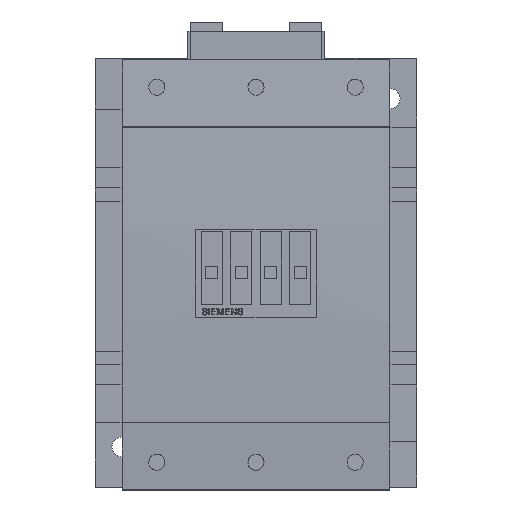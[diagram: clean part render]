
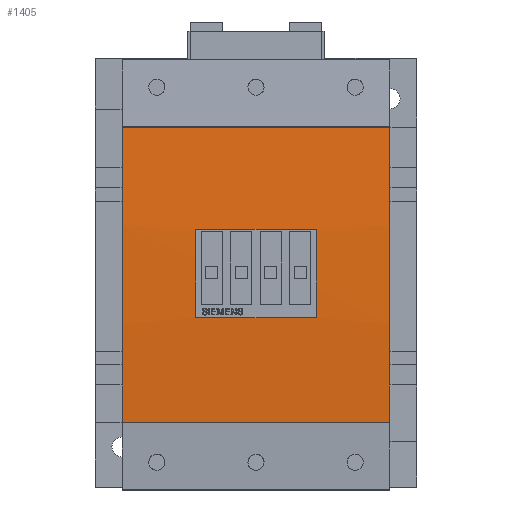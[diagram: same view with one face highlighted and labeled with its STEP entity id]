
A CAD part, top view. The second image highlights one B-rep face of the part: STEP entity #1405.
In plain terms, the highlighted cylindrical face has radius 792.5 mm (diameter 1585 mm), a partial arc.
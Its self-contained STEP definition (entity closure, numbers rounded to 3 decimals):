
#1319 = VERTEX_POINT ( 'NONE', #9786 ) ;
#1326 = VERTEX_POINT ( 'NONE', #9772 ) ;
#1392 = EDGE_CURVE ( 'NONE', #1326, #1319, #9924, .T. ) ;
#1393 = VERTEX_POINT ( 'NONE', #9919 ) ;
#1394 = VERTEX_POINT ( 'NONE', #9918 ) ;
#1395 = VERTEX_POINT ( 'NONE', #9917 ) ;
#1396 = EDGE_CURVE ( 'NONE', #1319, #1393, #9967, .T. ) ;
#1397 = ORIENTED_EDGE ( 'NONE', *, *, #1396, .F. ) ;
#1398 = EDGE_LOOP ( 'NONE', ( #1474, #1469, #1472, #1399 ) ) ;
#1399 = ORIENTED_EDGE ( 'NONE', *, *, #1400, .F. ) ;
#1400 = EDGE_CURVE ( 'NONE', #1468, #1395, #9962, .T. ) ;
#1402 = VERTEX_POINT ( 'NONE', #9942 ) ;
#1403 = EDGE_CURVE ( 'NONE', #1468, #1394, #9994, .T. ) ;
#1405 = ADVANCED_FACE ( 'NONE', ( #9989, #9988 ), #9971, .T. ) ;
#1462 = ORIENTED_EDGE ( 'NONE', *, *, #1471, .T. ) ;
#1463 = EDGE_CURVE ( 'NONE', #1402, #1393, #10131, .T. ) ;
#1464 = VERTEX_POINT ( 'NONE', #10126 ) ;
#1466 = ORIENTED_EDGE ( 'NONE', *, *, #1463, .T. ) ;
#1467 = ORIENTED_EDGE ( 'NONE', *, *, #1392, .F. ) ;
#1468 = VERTEX_POINT ( 'NONE', #10125 ) ;
#1469 = ORIENTED_EDGE ( 'NONE', *, *, #1470, .F. ) ;
#1470 = EDGE_CURVE ( 'NONE', #1464, #1394, #10124, .T. ) ;
#1471 = EDGE_CURVE ( 'NONE', #1326, #1402, #10120, .T. ) ;
#1472 = ORIENTED_EDGE ( 'NONE', *, *, #1473, .F. ) ;
#1473 = EDGE_CURVE ( 'NONE', #1395, #1464, #10115, .T. ) ;
#1474 = ORIENTED_EDGE ( 'NONE', *, *, #1403, .T. ) ;
#1475 = EDGE_LOOP ( 'NONE', ( #1462, #1466, #1397, #1467 ) ) ;
#9772 = CARTESIAN_POINT ( 'NONE',  ( -50., -56., 168. ) ) ;
#9786 = CARTESIAN_POINT ( 'NONE',  ( -50., 54., 168. ) ) ;
#9917 = CARTESIAN_POINT ( 'NONE',  ( -22.5, 16., 169.728 ) ) ;
#9918 = CARTESIAN_POINT ( 'NONE',  ( 22.5, -17., 169.749 ) ) ;
#9919 = CARTESIAN_POINT ( 'NONE',  ( 50., 54., 168. ) ) ;
#9920 = DIRECTION ( 'NONE',  ( 0., 0., 1. ) ) ;
#9921 = DIRECTION ( 'NONE',  ( -1., 0., 0. ) ) ;
#9922 = CARTESIAN_POINT ( 'NONE',  ( -50., -1., -622.589 ) ) ;
#9923 = AXIS2_PLACEMENT_3D ( 'NONE', #9922, #9921, #9920 ) ;
#9924 = CIRCLE ( 'NONE', #9923, 792.5 ) ;
#9942 = CARTESIAN_POINT ( 'NONE',  ( 50., -56., 168. ) ) ;
#9959 = DIRECTION ( 'NONE',  ( -1., 0., 0. ) ) ;
#9960 = VECTOR ( 'NONE', #9959, 1000. ) ;
#9961 = CARTESIAN_POINT ( 'NONE',  ( -60., 16., 169.728 ) ) ;
#9962 = LINE ( 'NONE', #9961, #9960 ) ;
#9964 = DIRECTION ( 'NONE',  ( 1., 0., 0. ) ) ;
#9965 = VECTOR ( 'NONE', #9964, 1000. ) ;
#9966 = CARTESIAN_POINT ( 'NONE',  ( -60., 54., 168. ) ) ;
#9967 = LINE ( 'NONE', #9966, #9965 ) ;
#9968 = DIRECTION ( 'NONE',  ( 0., 0., -1. ) ) ;
#9969 = DIRECTION ( 'NONE',  ( 1., 0., 0. ) ) ;
#9970 = AXIS2_PLACEMENT_3D ( 'NONE', #9973, #9969, #9968 ) ;
#9971 = CYLINDRICAL_SURFACE ( 'NONE', #9970, 792.5 ) ;
#9973 = CARTESIAN_POINT ( 'NONE',  ( -60., -1., -622.589 ) ) ;
#9988 = FACE_BOUND ( 'NONE', #1398, .T. ) ;
#9989 = FACE_OUTER_BOUND ( 'NONE', #1475, .T. ) ;
#9990 = DIRECTION ( 'NONE',  ( 0., 0., 1. ) ) ;
#9991 = DIRECTION ( 'NONE',  ( 1., 0., 0. ) ) ;
#9992 = CARTESIAN_POINT ( 'NONE',  ( 22.5, -1., -622.589 ) ) ;
#9993 = AXIS2_PLACEMENT_3D ( 'NONE', #9992, #9991, #9990 ) ;
#9994 = CIRCLE ( 'NONE', #9993, 792.5 ) ;
#10111 = DIRECTION ( 'NONE',  ( 0., 0., 1. ) ) ;
#10112 = DIRECTION ( 'NONE',  ( 1., 0., 0. ) ) ;
#10113 = CARTESIAN_POINT ( 'NONE',  ( -22.5, -1., -622.589 ) ) ;
#10114 = AXIS2_PLACEMENT_3D ( 'NONE', #10113, #10112, #10111 ) ;
#10115 = CIRCLE ( 'NONE', #10114, 792.5 ) ;
#10117 = DIRECTION ( 'NONE',  ( 1., 0., 0. ) ) ;
#10118 = VECTOR ( 'NONE', #10117, 1000. ) ;
#10119 = CARTESIAN_POINT ( 'NONE',  ( -60., -56., 168. ) ) ;
#10120 = LINE ( 'NONE', #10119, #10118 ) ;
#10121 = DIRECTION ( 'NONE',  ( 1., 0., 0. ) ) ;
#10122 = VECTOR ( 'NONE', #10121, 1000. ) ;
#10123 = CARTESIAN_POINT ( 'NONE',  ( -60., -17., 169.749 ) ) ;
#10124 = LINE ( 'NONE', #10123, #10122 ) ;
#10125 = CARTESIAN_POINT ( 'NONE',  ( 22.5, 16., 169.728 ) ) ;
#10126 = CARTESIAN_POINT ( 'NONE',  ( -22.5, -17., 169.749 ) ) ;
#10127 = DIRECTION ( 'NONE',  ( 0., 0., 1. ) ) ;
#10128 = DIRECTION ( 'NONE',  ( -1., 0., 0. ) ) ;
#10129 = CARTESIAN_POINT ( 'NONE',  ( 50., -1., -622.589 ) ) ;
#10130 = AXIS2_PLACEMENT_3D ( 'NONE', #10129, #10128, #10127 ) ;
#10131 = CIRCLE ( 'NONE', #10130, 792.5 ) ;
